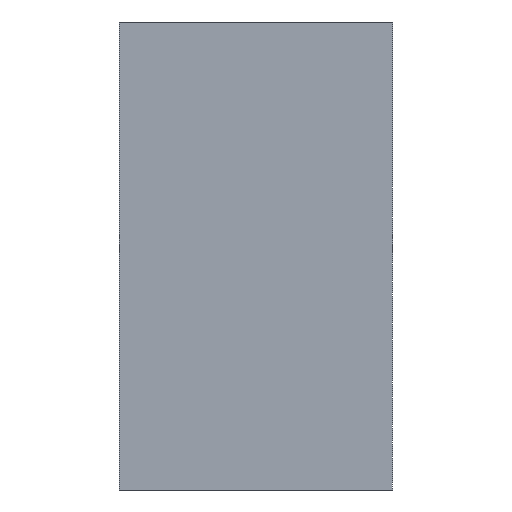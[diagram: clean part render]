
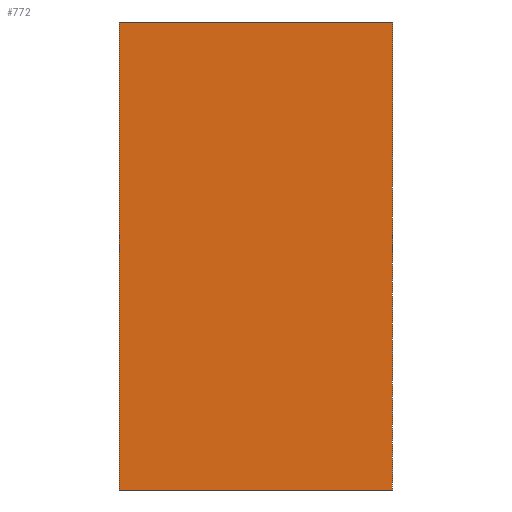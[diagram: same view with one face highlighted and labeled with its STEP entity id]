
A CAD part, front view. The second image highlights one B-rep face of the part: STEP entity #772.
In plain terms, the highlighted face is planar.
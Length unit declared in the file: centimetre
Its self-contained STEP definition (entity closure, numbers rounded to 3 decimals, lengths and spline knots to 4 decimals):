
#27 = CARTESIAN_POINT ( 'NONE',  ( 0.24, 0.1, 0.14 ) ) ;
#86 = DIRECTION ( 'NONE',  ( 0., 0., -1. ) ) ;
#107 = VECTOR ( 'NONE', #556, 100. ) ;
#200 = DIRECTION ( 'NONE',  ( 0., 1., 0. ) ) ;
#210 = FACE_OUTER_BOUND ( 'NONE', #417, .T. ) ;
#214 = ORIENTED_EDGE ( 'NONE', *, *, #1837, .T. ) ;
#348 = CARTESIAN_POINT ( 'NONE',  ( 0., 0.1, 0. ) ) ;
#350 = VERTEX_POINT ( 'NONE', #1394 ) ;
#376 = CARTESIAN_POINT ( 'NONE',  ( 0.24, 0.1, 0.14 ) ) ;
#417 = EDGE_LOOP ( 'NONE', ( #1012, #1589, #1536, #214 ) ) ;
#474 = EDGE_CURVE ( 'NONE', #1772, #1944, #476, .T. ) ;
#476 = LINE ( 'NONE', #1582, #1929 ) ;
#556 = DIRECTION ( 'NONE',  ( 0., 0., 1. ) ) ;
#679 = VERTEX_POINT ( 'NONE', #27 ) ;
#727 = VECTOR ( 'NONE', #1519, 100. ) ;
#744 = CARTESIAN_POINT ( 'NONE',  ( -0.24, 0.1, -0.14 ) ) ;
#772 = ADVANCED_FACE ( 'NONE', ( #210 ), #826, .T. ) ;
#826 = PLANE ( 'NONE',  #1166 ) ;
#926 = EDGE_CURVE ( 'NONE', #679, #1772, #1183, .T. ) ;
#1012 = ORIENTED_EDGE ( 'NONE', *, *, #926, .T. ) ;
#1134 = CARTESIAN_POINT ( 'NONE',  ( -0.24, 0.1, 0.14 ) ) ;
#1166 = AXIS2_PLACEMENT_3D ( 'NONE', #348, #200, #1481 ) ;
#1183 = LINE ( 'NONE', #376, #1967 ) ;
#1191 = CARTESIAN_POINT ( 'NONE',  ( 0.24, 0.1, -0.14 ) ) ;
#1247 = CARTESIAN_POINT ( 'NONE',  ( -0.24, 0.1, -0.14 ) ) ;
#1344 = LINE ( 'NONE', #1134, #727 ) ;
#1394 = CARTESIAN_POINT ( 'NONE',  ( -0.24, 0.1, 0.14 ) ) ;
#1481 = DIRECTION ( 'NONE',  ( 1., 0., 0. ) ) ;
#1519 = DIRECTION ( 'NONE',  ( 1., 0., 0. ) ) ;
#1521 = LINE ( 'NONE', #744, #107 ) ;
#1536 = ORIENTED_EDGE ( 'NONE', *, *, #1668, .T. ) ;
#1582 = CARTESIAN_POINT ( 'NONE',  ( 0.24, 0.1, -0.14 ) ) ;
#1588 = DIRECTION ( 'NONE',  ( -1., 0., 0. ) ) ;
#1589 = ORIENTED_EDGE ( 'NONE', *, *, #474, .T. ) ;
#1668 = EDGE_CURVE ( 'NONE', #1944, #350, #1521, .T. ) ;
#1772 = VERTEX_POINT ( 'NONE', #1191 ) ;
#1837 = EDGE_CURVE ( 'NONE', #350, #679, #1344, .T. ) ;
#1929 = VECTOR ( 'NONE', #1588, 100. ) ;
#1944 = VERTEX_POINT ( 'NONE', #1247 ) ;
#1967 = VECTOR ( 'NONE', #86, 100. ) ;
